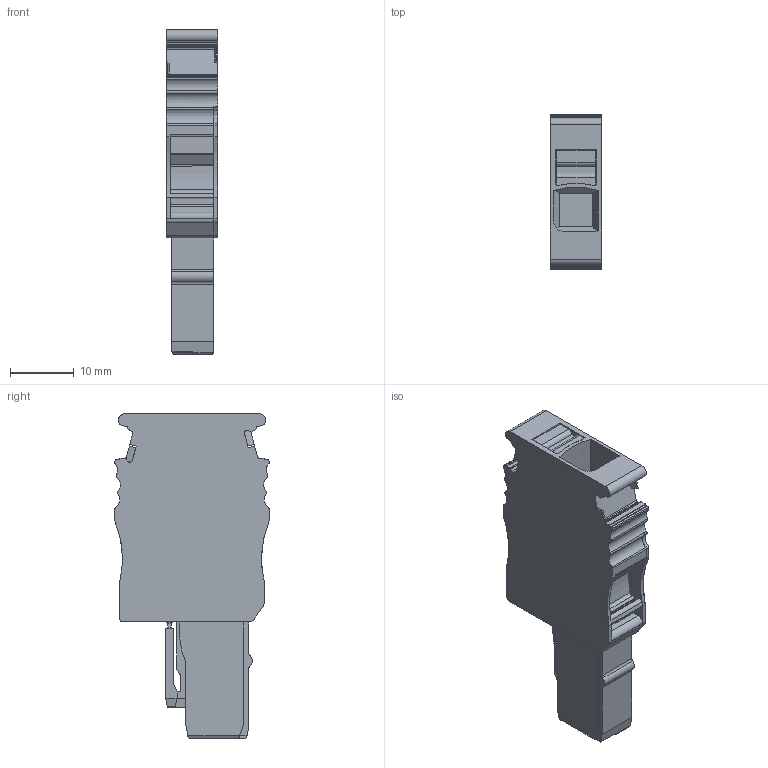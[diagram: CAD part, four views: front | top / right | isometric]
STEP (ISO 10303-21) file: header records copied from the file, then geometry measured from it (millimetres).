
FILE_DESCRIPTION(('CATIA V5 STEP Exchange','CAx-IF Rec.Pracs.--- Model Styling and Organization---1.4--- 2014-01-23'),'2;1');
FILE_NAME ('1235794-7_0', '2020-12-07T07:07:19+00:00', ('none'), ('Weidmueller'), 'CATIA Version 5-6 Release 2016 SP3 HF44', 'CATIA V5 STEP AP214', 'none');
FILE_SCHEMA(('AUTOMOTIVE_DESIGN { 1 0 10303 214 1 1 1 1 }'));
Length unit declared in the file: millimetre
Products named in the file (1): 2762320000
Bounding box: 8.1 x 24.3 x 50.95 mm (x, y, z)
Volume: 6117 mm3; surface area: 5884.7 mm2
Topology: 3 solids, 3 shells, 686 faces, 1773 edges, 1111 vertices
Faces by surface type: plane 239, cylinder 229, cone 89, extrusion 72, torus 56, bspline 1
Entity records: 20642 total; most frequent: CARTESIAN_POINT 5054, ORIENTED_EDGE 3538, DIRECTION 2554, EDGE_CURVE 1769, VERTEX_POINT 1111, VECTOR 1079, LINE 1007, AXIS2_PLACEMENT_3D 993
